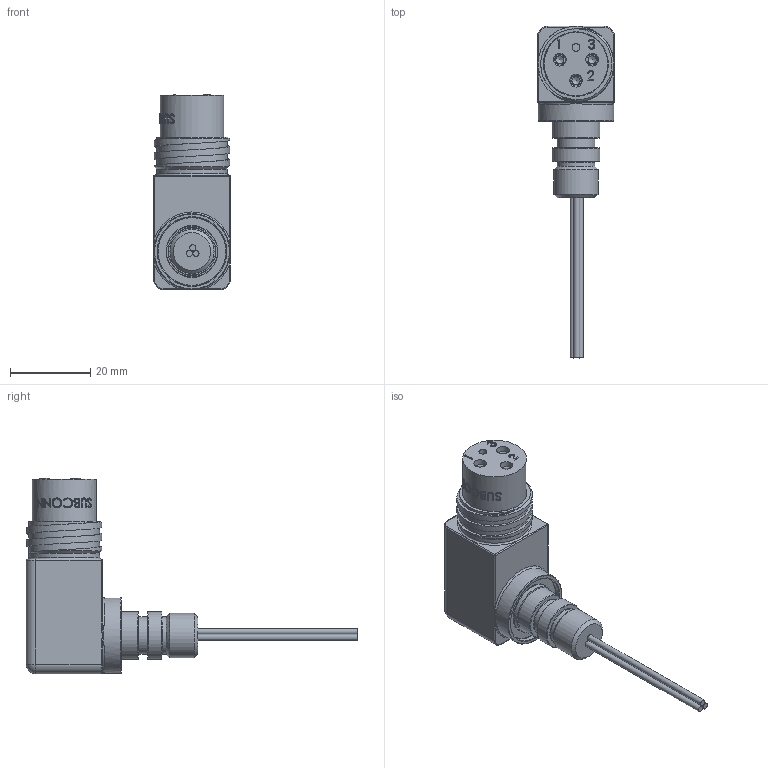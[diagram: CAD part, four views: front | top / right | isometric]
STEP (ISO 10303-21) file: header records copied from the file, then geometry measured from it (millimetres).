
FILE_DESCRIPTION(/* description */ (''),/* implementation_level */ '2;1');
FILE_NAME(/* name */ 'MCBHRA3FAS G2 2 O-ring.stp',/* time_stamp */ '2022-07-13T09:00:35+02:00',/* author */ ('sh'),/* organization */ (''),/* preprocessor_version */ 'ST-DEVELOPER v17',/* originating_system */ 'Autodesk Inventor 2019',/* authorisation */ '');
FILE_SCHEMA (('AUTOMOTIVE_DESIGN { 1 0 10303 214 3 1 1 }'));
Length unit declared in the file: millimetre
Products named in the file (1): MCBHRA3FAS G2 2 O-ring
Bounding box: 19.05 x 82.85 x 48.77 mm (x, y, z)
Volume: 15977.2 mm3; surface area: 7485.3 mm2
Topology: 1 solids, 5 shells, 397 faces, 1129 edges, 761 vertices
Faces by surface type: plane 125, bspline 90, cylinder 83, torus 65, cone 30, sphere 4
Full cylindrical faces by diameter (mm): 1.372 x3, 1.448 x3, 1.524 x3, 1.981 x1, 2.052 x3, 2.057 x9, 2.723 x3, 2.743 x3, 3.175 x12, 7.239 x1, 9.398 x2, 11.024 x1, 11.938 x2, 12.7 x1, 15.875 x2, 17.145 x1, 17.628 x2, 18.847 x2, 18.923 x1
Entity records: 23181 total; most frequent: CARTESIAN_POINT 12553, ORIENTED_EDGE 2238, DIRECTION 2008, EDGE_CURVE 1119, AXIS2_PLACEMENT_3D 811, VERTEX_POINT 761, CIRCLE 479, EDGE_LOOP 456
